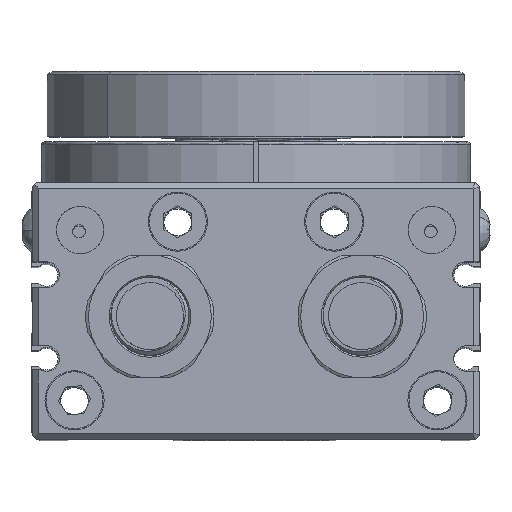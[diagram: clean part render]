
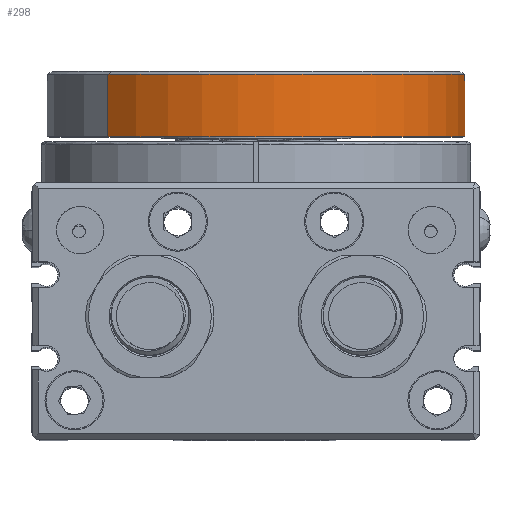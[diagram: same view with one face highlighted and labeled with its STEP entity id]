
A CAD part, top view. The second image highlights one B-rep face of the part: STEP entity #298.
In plain terms, the highlighted cylindrical face has radius 37.5 mm (diameter 75 mm), a partial arc.
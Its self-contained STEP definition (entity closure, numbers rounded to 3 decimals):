
#298 = ADVANCED_FACE ( 'NONE', ( #5932 ), #19249, .T. ) ;
#633 = DIRECTION ( 'NONE',  ( 0.707, 0., -0.707 ) ) ;
#961 = LINE ( 'NONE', #10523, #15140 ) ;
#2364 = VERTEX_POINT ( 'NONE', #28328 ) ;
#2391 = CARTESIAN_POINT ( 'NONE',  ( 21.3, 8.3, 0. ) ) ;
#2899 = VECTOR ( 'NONE', #12100, 1000. ) ;
#3310 = CARTESIAN_POINT ( 'NONE',  ( -5.217, 19.5, 26.517 ) ) ;
#4143 = EDGE_CURVE ( 'NONE', #2364, #27716, #24142, .T. ) ;
#5054 = DIRECTION ( 'NONE',  ( 0.707, 0., -0.707 ) ) ;
#5521 = ORIENTED_EDGE ( 'NONE', *, *, #25205, .T. ) ;
#5932 = FACE_OUTER_BOUND ( 'NONE', #9040, .T. ) ;
#6054 = VERTEX_POINT ( 'NONE', #10376 ) ;
#9040 = EDGE_LOOP ( 'NONE', ( #28967, #5521, #30281, #11371 ) ) ;
#9317 = DIRECTION ( 'NONE',  ( 0., 1., 0. ) ) ;
#10376 = CARTESIAN_POINT ( 'NONE',  ( 47.817, 19.5, -26.517 ) ) ;
#10523 = CARTESIAN_POINT ( 'NONE',  ( 47.817, 8.3, -26.517 ) ) ;
#11371 = ORIENTED_EDGE ( 'NONE', *, *, #29506, .F. ) ;
#12100 = DIRECTION ( 'NONE',  ( 0., 1., 0. ) ) ;
#13541 = CIRCLE ( 'NONE', #31416, 37.5 ) ;
#13844 = AXIS2_PLACEMENT_3D ( 'NONE', #25274, #9317, #27981 ) ;
#15140 = VECTOR ( 'NONE', #29165, 1000. ) ;
#17456 = CARTESIAN_POINT ( 'NONE',  ( 47.817, 8.3, -26.517 ) ) ;
#19249 = CYLINDRICAL_SURFACE ( 'NONE', #21918, 37.5 ) ;
#20997 = DIRECTION ( 'NONE',  ( 0., 1., 0. ) ) ;
#21918 = AXIS2_PLACEMENT_3D ( 'NONE', #27515, #27635, #633 ) ;
#22697 = CIRCLE ( 'NONE', #13844, 37.5 ) ;
#24142 = LINE ( 'NONE', #30747, #2899 ) ;
#25205 = EDGE_CURVE ( 'NONE', #2364, #29972, #13541, .T. ) ;
#25274 = CARTESIAN_POINT ( 'NONE',  ( 21.3, 19.5, 0. ) ) ;
#27515 = CARTESIAN_POINT ( 'NONE',  ( 21.3, 8.3, 0. ) ) ;
#27635 = DIRECTION ( 'NONE',  ( 0., 1., 0. ) ) ;
#27716 = VERTEX_POINT ( 'NONE', #3310 ) ;
#27981 = DIRECTION ( 'NONE',  ( -0.707, 0., 0.707 ) ) ;
#28328 = CARTESIAN_POINT ( 'NONE',  ( -5.217, 8.3, 26.517 ) ) ;
#28967 = ORIENTED_EDGE ( 'NONE', *, *, #4143, .F. ) ;
#29165 = DIRECTION ( 'NONE',  ( 0., 1., 0. ) ) ;
#29506 = EDGE_CURVE ( 'NONE', #27716, #6054, #22697, .T. ) ;
#29972 = VERTEX_POINT ( 'NONE', #17456 ) ;
#30281 = ORIENTED_EDGE ( 'NONE', *, *, #31864, .T. ) ;
#30747 = CARTESIAN_POINT ( 'NONE',  ( -5.217, 8.3, 26.517 ) ) ;
#31416 = AXIS2_PLACEMENT_3D ( 'NONE', #2391, #20997, #5054 ) ;
#31864 = EDGE_CURVE ( 'NONE', #29972, #6054, #961, .T. ) ;
